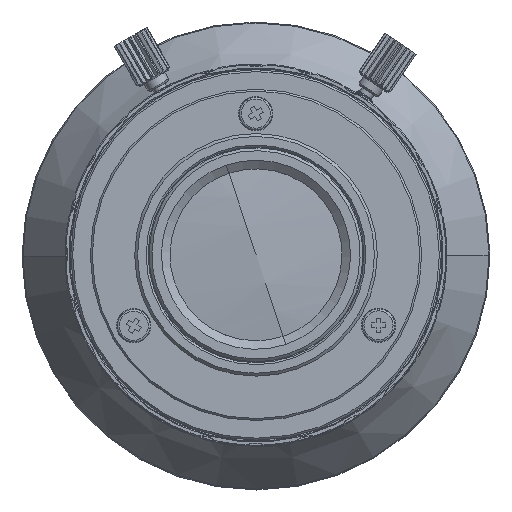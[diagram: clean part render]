
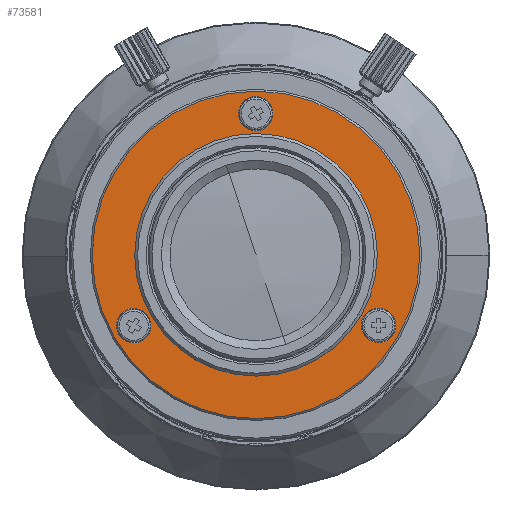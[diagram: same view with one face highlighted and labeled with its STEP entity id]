
A CAD part, top view. The second image highlights one B-rep face of the part: STEP entity #73581.
In plain terms, the highlighted planar face has unit normal (0, 0, 1).
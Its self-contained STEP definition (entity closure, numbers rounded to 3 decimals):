
#73535 = EDGE_CURVE('',#73536,#73538,#73540,.T.);
#73536 = VERTEX_POINT('',#73537);
#73537 = CARTESIAN_POINT('',(12.2,0.,2.434));
#73538 = VERTEX_POINT('',#73539);
#73539 = CARTESIAN_POINT('',(-12.2,0.,2.434));
#73540 = CIRCLE('',#73541,12.2);
#73541 = AXIS2_PLACEMENT_3D('',#73542,#73543,#73544);
#73542 = CARTESIAN_POINT('',(0.,0.,2.434));
#73543 = DIRECTION('',(0.,0.,1.));
#73544 = DIRECTION('',(1.,0.,-0.));
#73569 = EDGE_CURVE('',#73538,#73536,#73570,.T.);
#73570 = CIRCLE('',#73571,12.2);
#73571 = AXIS2_PLACEMENT_3D('',#73572,#73573,#73574);
#73572 = CARTESIAN_POINT('',(0.,0.,2.434));
#73573 = DIRECTION('',(0.,0.,1.));
#73574 = DIRECTION('',(-1.,0.,0.));
#73581 = ADVANCED_FACE('',(#73582,#73602,#73606,#73626,#73646),#73666,
  .T.);
#73582 = FACE_BOUND('',#73583,.F.);
#73583 = EDGE_LOOP('',(#73584,#73595));
#73584 = ORIENTED_EDGE('',*,*,#73585,.T.);
#73585 = EDGE_CURVE('',#73586,#73588,#73590,.T.);
#73586 = VERTEX_POINT('',#73587);
#73587 = CARTESIAN_POINT('',(-17.15,0.,2.434));
#73588 = VERTEX_POINT('',#73589);
#73589 = CARTESIAN_POINT('',(17.15,0.,2.434));
#73590 = CIRCLE('',#73591,17.15);
#73591 = AXIS2_PLACEMENT_3D('',#73592,#73593,#73594);
#73592 = CARTESIAN_POINT('',(0.,0.,2.434));
#73593 = DIRECTION('',(0.,0.,-1.));
#73594 = DIRECTION('',(-1.,0.,0.));
#73595 = ORIENTED_EDGE('',*,*,#73596,.T.);
#73596 = EDGE_CURVE('',#73588,#73586,#73597,.T.);
#73597 = CIRCLE('',#73598,17.15);
#73598 = AXIS2_PLACEMENT_3D('',#73599,#73600,#73601);
#73599 = CARTESIAN_POINT('',(0.,0.,2.434));
#73600 = DIRECTION('',(0.,0.,-1.));
#73601 = DIRECTION('',(1.,0.,0.));
#73602 = FACE_BOUND('',#73603,.F.);
#73603 = EDGE_LOOP('',(#73604,#73605));
#73604 = ORIENTED_EDGE('',*,*,#73569,.T.);
#73605 = ORIENTED_EDGE('',*,*,#73535,.T.);
#73606 = FACE_BOUND('',#73607,.F.);
#73607 = EDGE_LOOP('',(#73608,#73619));
#73608 = ORIENTED_EDGE('',*,*,#73609,.T.);
#73609 = EDGE_CURVE('',#73610,#73612,#73614,.T.);
#73610 = VERTEX_POINT('',#73611);
#73611 = CARTESIAN_POINT('',(16.6,0.,2.434));
#73612 = VERTEX_POINT('',#73613);
#73613 = CARTESIAN_POINT('',(13.,0.,2.434));
#73614 = CIRCLE('',#73615,1.8);
#73615 = AXIS2_PLACEMENT_3D('',#73616,#73617,#73618);
#73616 = CARTESIAN_POINT('',(14.8,0.,2.434));
#73617 = DIRECTION('',(0.,0.,1.));
#73618 = DIRECTION('',(1.,0.,-0.));
#73619 = ORIENTED_EDGE('',*,*,#73620,.T.);
#73620 = EDGE_CURVE('',#73612,#73610,#73621,.T.);
#73621 = CIRCLE('',#73622,1.8);
#73622 = AXIS2_PLACEMENT_3D('',#73623,#73624,#73625);
#73623 = CARTESIAN_POINT('',(14.8,0.,2.434));
#73624 = DIRECTION('',(0.,0.,1.));
#73625 = DIRECTION('',(-1.,0.,0.));
#73626 = FACE_BOUND('',#73627,.F.);
#73627 = EDGE_LOOP('',(#73628,#73639));
#73628 = ORIENTED_EDGE('',*,*,#73629,.T.);
#73629 = EDGE_CURVE('',#73630,#73632,#73634,.T.);
#73630 = VERTEX_POINT('',#73631);
#73631 = CARTESIAN_POINT('',(-8.3,14.376,2.434));
#73632 = VERTEX_POINT('',#73633);
#73633 = CARTESIAN_POINT('',(-6.5,11.258,2.434));
#73634 = CIRCLE('',#73635,1.8);
#73635 = AXIS2_PLACEMENT_3D('',#73636,#73637,#73638);
#73636 = CARTESIAN_POINT('',(-7.4,12.817,2.434));
#73637 = DIRECTION('',(0.,0.,1.));
#73638 = DIRECTION('',(-0.5,0.866,0.));
#73639 = ORIENTED_EDGE('',*,*,#73640,.T.);
#73640 = EDGE_CURVE('',#73632,#73630,#73641,.T.);
#73641 = CIRCLE('',#73642,1.8);
#73642 = AXIS2_PLACEMENT_3D('',#73643,#73644,#73645);
#73643 = CARTESIAN_POINT('',(-7.4,12.817,2.434));
#73644 = DIRECTION('',(0.,0.,1.));
#73645 = DIRECTION('',(0.5,-0.866,0.));
#73646 = FACE_BOUND('',#73647,.F.);
#73647 = EDGE_LOOP('',(#73648,#73659));
#73648 = ORIENTED_EDGE('',*,*,#73649,.T.);
#73649 = EDGE_CURVE('',#73650,#73652,#73654,.T.);
#73650 = VERTEX_POINT('',#73651);
#73651 = CARTESIAN_POINT('',(-8.3,-14.376,2.434));
#73652 = VERTEX_POINT('',#73653);
#73653 = CARTESIAN_POINT('',(-6.5,-11.258,2.434));
#73654 = CIRCLE('',#73655,1.8);
#73655 = AXIS2_PLACEMENT_3D('',#73656,#73657,#73658);
#73656 = CARTESIAN_POINT('',(-7.4,-12.817,2.434));
#73657 = DIRECTION('',(0.,0.,1.));
#73658 = DIRECTION('',(-0.5,-0.866,0.));
#73659 = ORIENTED_EDGE('',*,*,#73660,.T.);
#73660 = EDGE_CURVE('',#73652,#73650,#73661,.T.);
#73661 = CIRCLE('',#73662,1.8);
#73662 = AXIS2_PLACEMENT_3D('',#73663,#73664,#73665);
#73663 = CARTESIAN_POINT('',(-7.4,-12.817,2.434));
#73664 = DIRECTION('',(0.,0.,1.));
#73665 = DIRECTION('',(0.5,0.866,-0.));
#73666 = PLANE('',#73667);
#73667 = AXIS2_PLACEMENT_3D('',#73668,#73669,#73670);
#73668 = CARTESIAN_POINT('',(0.,0.,2.434));
#73669 = DIRECTION('',(0.,0.,1.));
#73670 = DIRECTION('',(-1.,0.,0.));
